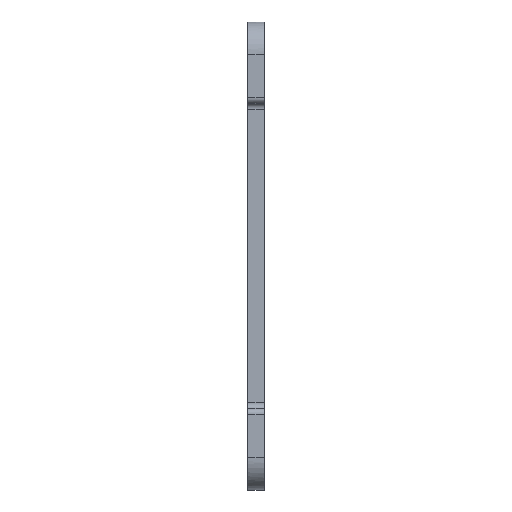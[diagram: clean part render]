
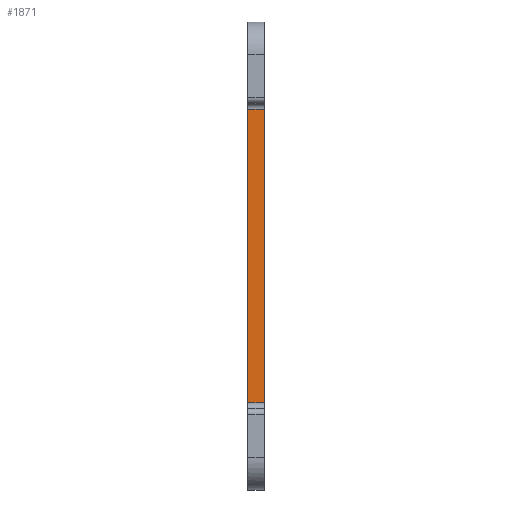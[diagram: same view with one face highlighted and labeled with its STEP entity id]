
A CAD part, front view. The second image highlights one B-rep face of the part: STEP entity #1871.
In plain terms, the highlighted free-form (B-spline) face has degree [1, 1] with [2, 2] control points.
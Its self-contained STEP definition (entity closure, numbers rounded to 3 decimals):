
#1836=(
BOUNDED_SURFACE()
B_SPLINE_SURFACE(1,1,((#1837,#1838),(#1839,#1840)),.UNSPECIFIED.,.F.,.F.,.F.)
B_SPLINE_SURFACE_WITH_KNOTS((2,2),(2,2),(0.000,1.000),(0.000,1.000),.UNSPECIFIED.)
GEOMETRIC_REPRESENTATION_ITEM()
RATIONAL_B_SPLINE_SURFACE(((1.,1.),(1.,1.)))
REPRESENTATION_ITEM('')
SURFACE()
);
#1837=CARTESIAN_POINT('',(60.284,3.476,-40.165));
#1838=CARTESIAN_POINT('',(58.284,3.476,-40.165));
#1839=CARTESIAN_POINT('',(60.284,3.476,-5.498));
#1840=CARTESIAN_POINT('',(58.284,3.476,-5.498));
#1841=CARTESIAN_POINT('',(58.284,3.476,-40.165));
#1842=VERTEX_POINT('',#1841);
#1843=(
BOUNDED_CURVE()
B_SPLINE_CURVE(1,(#1844,#1845),.UNSPECIFIED.,.F.,.F.)
B_SPLINE_CURVE_WITH_KNOTS((2,2),(0.000,1.000),.UNSPECIFIED.)
CURVE()
GEOMETRIC_REPRESENTATION_ITEM()
RATIONAL_B_SPLINE_CURVE((1.,1.))
REPRESENTATION_ITEM('')
);
#1844=CARTESIAN_POINT('',(58.284,3.476,-40.165));
#1845=CARTESIAN_POINT('',(58.284,3.476,-5.498));
#1846=CARTESIAN_POINT('',(58.284,3.476,-5.498));
#1847=VERTEX_POINT('',#1846);
#1848=EDGE_CURVE('',#1842,#1847,#1843,.T.);
#1849=ORIENTED_EDGE('',*,*,#1848,.T.);
#1850=(
BOUNDED_CURVE()
B_SPLINE_CURVE(1,(#1851,#1852),.UNSPECIFIED.,.F.,.F.)
B_SPLINE_CURVE_WITH_KNOTS((2,2),(0.000,1.000),.UNSPECIFIED.)
CURVE()
GEOMETRIC_REPRESENTATION_ITEM()
RATIONAL_B_SPLINE_CURVE((1.,1.))
REPRESENTATION_ITEM('')
);
#1851=CARTESIAN_POINT('',(58.284,3.476,-5.498));
#1852=CARTESIAN_POINT('',(60.284,3.476,-5.498));
#1853=CARTESIAN_POINT('',(60.284,3.476,-5.498));
#1854=VERTEX_POINT('',#1853);
#1855=EDGE_CURVE('',#1847,#1854,#1850,.T.);
#1856=ORIENTED_EDGE('',*,*,#1855,.T.);
#1857=(
BOUNDED_CURVE()
B_SPLINE_CURVE(1,(#1858,#1859),.UNSPECIFIED.,.F.,.F.)
B_SPLINE_CURVE_WITH_KNOTS((2,2),(0.000,1.000),.UNSPECIFIED.)
CURVE()
GEOMETRIC_REPRESENTATION_ITEM()
RATIONAL_B_SPLINE_CURVE((1.,1.))
REPRESENTATION_ITEM('')
);
#1858=CARTESIAN_POINT('',(60.284,3.476,-5.498));
#1859=CARTESIAN_POINT('',(60.284,3.476,-40.165));
#1860=CARTESIAN_POINT('',(60.284,3.476,-40.165));
#1861=VERTEX_POINT('',#1860);
#1862=EDGE_CURVE('',#1854,#1861,#1857,.T.);
#1863=ORIENTED_EDGE('',*,*,#1862,.T.);
#1864=(
BOUNDED_CURVE()
B_SPLINE_CURVE(1,(#1865,#1866),.UNSPECIFIED.,.F.,.F.)
B_SPLINE_CURVE_WITH_KNOTS((2,2),(0.000,1.000),.UNSPECIFIED.)
CURVE()
GEOMETRIC_REPRESENTATION_ITEM()
RATIONAL_B_SPLINE_CURVE((1.,1.))
REPRESENTATION_ITEM('')
);
#1865=CARTESIAN_POINT('',(60.284,3.476,-40.165));
#1866=CARTESIAN_POINT('',(58.284,3.476,-40.165));
#1867=EDGE_CURVE('',#1861,#1842,#1864,.T.);
#1868=ORIENTED_EDGE('',*,*,#1867,.T.);
#1869=EDGE_LOOP('',(#1849,#1856,#1863,#1868));
#1870=FACE_OUTER_BOUND('',#1869,.T.);
#1871=ADVANCED_FACE('',(#1870),#1836,.T.);
